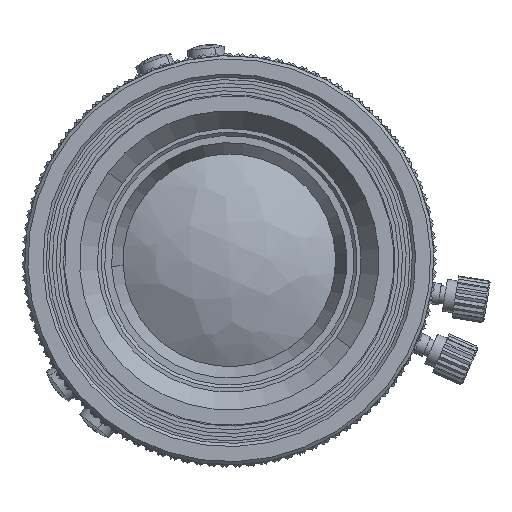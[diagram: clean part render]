
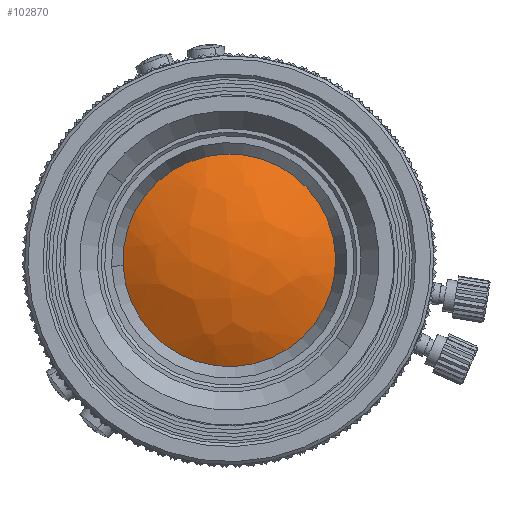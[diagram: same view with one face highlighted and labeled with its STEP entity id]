
A CAD part, left-side view. The second image highlights one B-rep face of the part: STEP entity #102870.
In plain terms, the highlighted free-form (B-spline) face has degree [3, 3] with [4, 4] control points.
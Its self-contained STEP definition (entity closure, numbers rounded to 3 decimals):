
#1800 = DIRECTION ( 'NONE',  ( 0., -0.999, 0.051 ) ) ;
#8282 = CARTESIAN_POINT ( 'NONE',  ( -15.736, 2.435, 25.873 ) ) ;
#9481 = EDGE_CURVE ( 'NONE', #134941, #83688, #25339, .T. ) ;
#19546 = CARTESIAN_POINT ( 'NONE',  ( -11.633, 3.177, 40.473 ) ) ;
#20904 = CARTESIAN_POINT ( 'NONE',  ( -10.823, 8.897, 29.492 ) ) ;
#25339 = CIRCLE ( 'NONE', #128373, 10. ) ;
#30365 = CARTESIAN_POINT ( 'NONE',  ( -11.655, 8.842, 26.292 ) ) ;
#30833 = CARTESIAN_POINT ( 'NONE',  ( -15.736, -5.016, 26.252 ) ) ;
#42164 = CARTESIAN_POINT ( 'NONE',  ( -11.633, -4.274, 40.852 ) ) ;
#53449 = CARTESIAN_POINT ( 'NONE',  ( -11.655, -11.348, 27.318 ) ) ;
#53731 = ORIENTED_EDGE ( 'NONE', *, *, #9481, .T. ) ;
#54161 = CIRCLE ( 'NONE', #83290, 10. ) ;
#55223 = ORIENTED_EDGE ( 'NONE', *, *, #129480, .T. ) ;
#64280 = CARTESIAN_POINT ( 'NONE',  ( -11.655, 9.167, 32.682 ) ) ;
#64767 = CARTESIAN_POINT ( 'NONE',  ( -8.327, -10.746, 39.164 ) ) ;
#66331 = CARTESIAN_POINT ( 'NONE',  ( -10.823, -1.091, 30. ) ) ;
#69117 = DIRECTION ( 'NONE',  ( -1., 0., 0. ) ) ;
#75613 = CARTESIAN_POINT ( 'NONE',  ( -11.633, 2.093, 19.148 ) ) ;
#75853 = FACE_OUTER_BOUND ( 'NONE', #139477, .T. ) ;
#77650 = DIRECTION ( 'NONE',  ( 0., -0.999, 0.051 ) ) ;
#83290 = AXIS2_PLACEMENT_3D ( 'NONE', #66331, #145035, #77650 ) ;
#83688 = VERTEX_POINT ( 'NONE', #20904 ) ;
#86950 = CARTESIAN_POINT ( 'NONE',  ( -15.736, 2.835, 33.748 ) ) ;
#98256 = CARTESIAN_POINT ( 'NONE',  ( -11.633, -5.358, 19.527 ) ) ;
#102870 = ADVANCED_FACE ( 'NONE', ( #75853 ), #138231, .T. ) ;
#109567 = CARTESIAN_POINT ( 'NONE',  ( -15.736, -4.616, 34.127 ) ) ;
#120883 = CARTESIAN_POINT ( 'NONE',  ( -8.327, -11.625, 21.862 ) ) ;
#123422 = CARTESIAN_POINT ( 'NONE',  ( -10.823, -11.078, 30.508 ) ) ;
#128373 = AXIS2_PLACEMENT_3D ( 'NONE', #136516, #69117, #1800 ) ;
#129480 = EDGE_CURVE ( 'NONE', #83688, #134941, #54161, .T. ) ;
#131679 = CARTESIAN_POINT ( 'NONE',  ( -8.327, 8.565, 20.836 ) ) ;
#132174 = CARTESIAN_POINT ( 'NONE',  ( -11.655, -11.023, 33.708 ) ) ;
#134941 = VERTEX_POINT ( 'NONE', #123422 ) ;
#136516 = CARTESIAN_POINT ( 'NONE',  ( -10.823, -1.091, 30. ) ) ;
#138231 =( BOUNDED_SURFACE ( )  B_SPLINE_SURFACE ( 3, 3, ( 
 ( #131679, #30365, #64280, #143007 ),
 ( #75613, #8282, #86950, #19546 ),
 ( #98256, #30833, #109567, #42164 ),
 ( #120883, #53449, #132174, #64767 ) ),
 .UNSPECIFIED., .F., .F., .F. ) 
 B_SPLINE_SURFACE_WITH_KNOTS ( ( 4, 4 ),
 ( 4, 4 ),
 ( 0., 1. ),
 ( 0., 1. ),
 .UNSPECIFIED. ) 
 GEOMETRIC_REPRESENTATION_ITEM ( )  RATIONAL_B_SPLINE_SURFACE ( (
 ( 1., 0.903, 0.903, 1.),
 ( 0.903, 0.815, 0.815, 0.903),
 ( 0.903, 0.815, 0.815, 0.903),
 ( 1., 0.903, 0.903, 1.) ) ) 
 REPRESENTATION_ITEM ( '' )  SURFACE ( )  );
#139477 = EDGE_LOOP ( 'NONE', ( #53731, #55223 ) ) ;
#143007 = CARTESIAN_POINT ( 'NONE',  ( -8.327, 9.444, 38.138 ) ) ;
#145035 = DIRECTION ( 'NONE',  ( -1., 0., 0. ) ) ;
